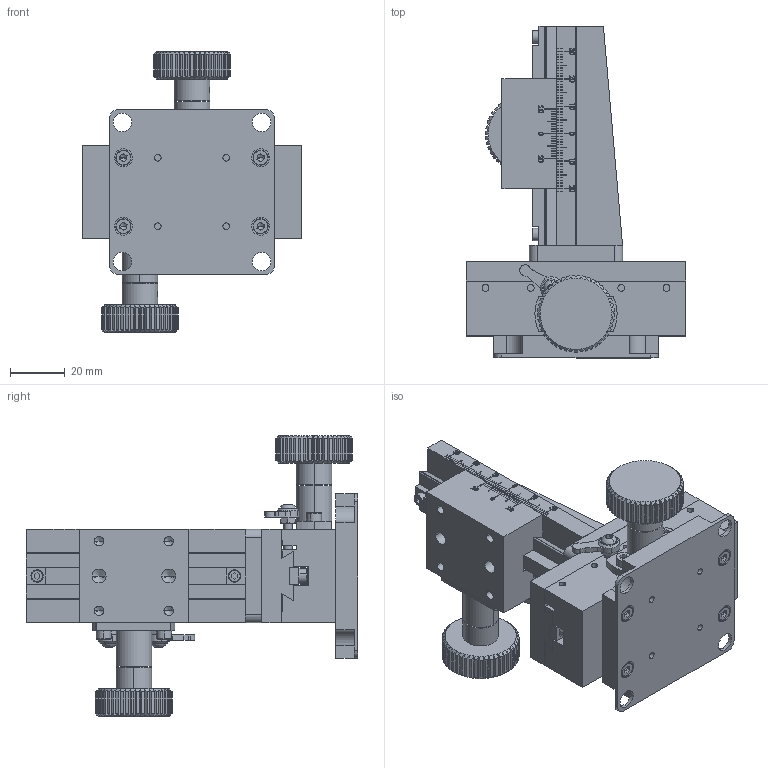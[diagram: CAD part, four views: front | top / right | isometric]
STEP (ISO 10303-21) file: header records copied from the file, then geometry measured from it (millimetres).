
FILE_DESCRIPTION (( 'STEP AP203' ), '1' );
FILE_NAME ('06TTS-5.STEP', '2017-04-28T02:32:02', ( '' ), ( '' ), 'SwSTEP 2.0', 'SolidWorks 2016', '' );
FILE_SCHEMA (( 'CONFIG_CONTROL_DESIGN' ));
Products named in the file (1): 06TTS-5
Bounding box: 80 x 121 x 102.4 mm (x, y, z)
Volume: 179652.5 mm3; surface area: 79863.8 mm2
Topology: 51 solids, 51 shells, 3399 faces, 8664 edges, 5505 vertices
Faces by surface type: plane 2012, cylinder 677, cone 352, bspline 272, torus 80, sphere 6
Entity records: 118619 total; most frequent: CARTESIAN_POINT 37895, ORIENTED_EDGE 17140, DIRECTION 15712, EDGE_CURVE 8570, VECTOR 5748, LINE 5748, VERTEX_POINT 5505, AXIS2_PLACEMENT_3D 4982
